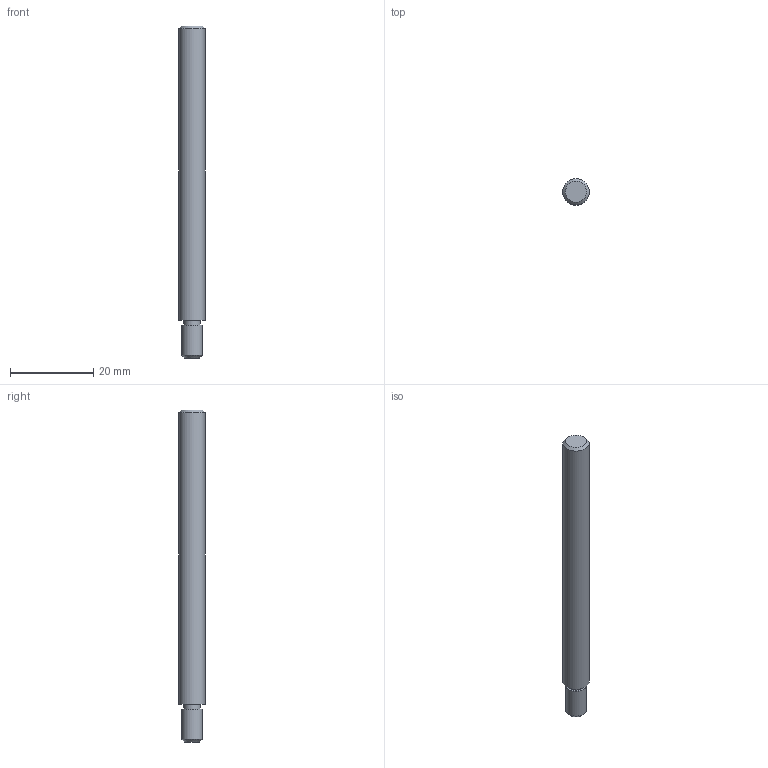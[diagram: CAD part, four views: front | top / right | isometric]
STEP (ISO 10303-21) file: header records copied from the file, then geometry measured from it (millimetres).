
FILE_DESCRIPTION(/* description */ ('NRB DRIVE SHAFT'),/* implementation_level */ '2;1');
FILE_NAME(/* name */ 'J005527 NRB DRIVE SHAFT Rev -.stp',/* time_stamp */ '2016-03-04T11:02:58-05:00',/* author */ ('arnoldj'),/* organization */ (''),/* preprocessor_version */ 'ST-DEVELOPER v15.6',/* originating_system */ 'Autodesk Inventor 2015',/* authorisation */ '');
FILE_SCHEMA (('CONFIG_CONTROL_DESIGN'));
Length unit declared in the file: inch
Products named in the file (1): NRB DRIVE SHAFT
Bounding box: 6.35 x 6.35 x 79.68 mm (x, y, z)
Volume: 2398.7 mm3; surface area: 1610 mm2
Topology: 1 solids, 1 shells, 9 faces, 13 edges, 8 vertices
Faces by surface type: plane 4, cylinder 3, cone 2
Full cylindrical faces by diameter (mm): 4 x1, 4.978 x1, 6.35 x1
Entity records: 200 total; most frequent: DIRECTION 36, CARTESIAN_POINT 26, AXIS2_PLACEMENT_3D 18, EDGE_LOOP 16, ORIENTED_EDGE 16, FACE_OUTER_BOUND 9, ADVANCED_FACE 9, CIRCLE 8
